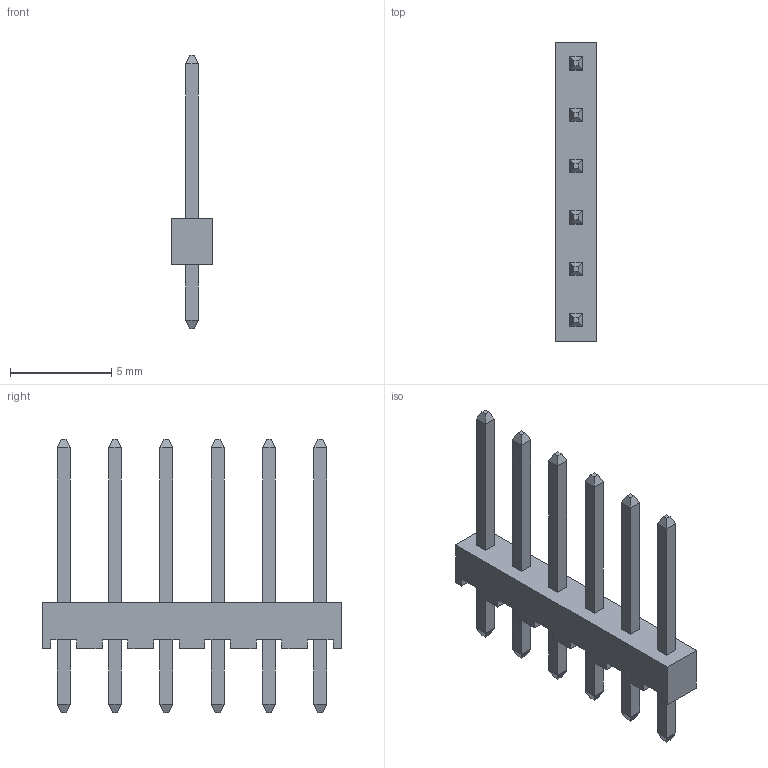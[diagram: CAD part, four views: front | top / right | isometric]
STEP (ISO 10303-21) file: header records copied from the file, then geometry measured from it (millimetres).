
FILE_DESCRIPTION( ( '' ), ' ' );
FILE_NAME( '590096430f6532100507ea79.step', '2017-04-26T12:44:51', ( '' ), ( '' ), ' ', ' ', ' ' );
FILE_SCHEMA( ( 'AUTOMOTIVE_DESIGN { 1 0 10303 214 1 1 1 1 }' ) );
Length unit declared in the file: metre
Products named in the file (1): Open CASCADE STEP translator 6.8 2
Bounding box: 2.03 x 14.83 x 13.54 mm (x, y, z)
Volume: 89.5 mm3; surface area: 312 mm2
Topology: 1 solids, 1 shells, 138 faces, 324 edges, 200 vertices
Faces by surface type: plane 138
Entity records: 6544 total; most frequent: CARTESIAN_POINT 663, ORIENTED_EDGE 648, DIRECTION 602, STYLED_ITEM 462, PRESENTATION_STYLE_ASSIGNMENT 462, COLOUR_RGB 462, EDGE_CURVE 324, CURVE_STYLE 324
